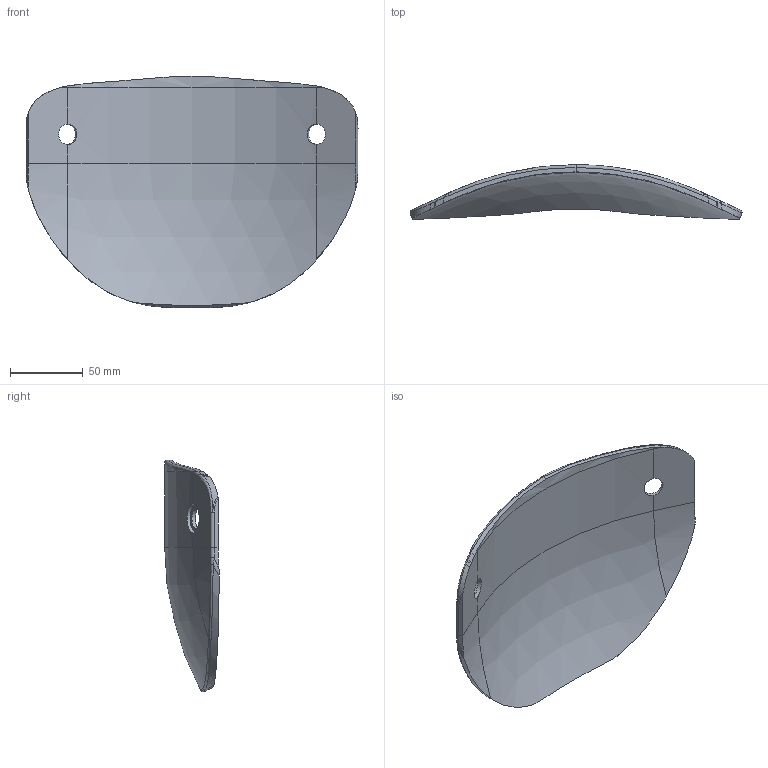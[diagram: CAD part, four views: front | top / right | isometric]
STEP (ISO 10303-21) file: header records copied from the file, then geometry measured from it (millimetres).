
FILE_DESCRIPTION(/* description */ (''),/* implementation_level */ '2;1');
FILE_NAME(/* name */ 'Cupolino2Piece.stp',/* time_stamp */ '2024-01-23T15:35:17+01:00',/* author */ ('39348'),/* organization */ (''),/* preprocessor_version */ 'ST-DEVELOPER v19.2',/* originating_system */ 'Autodesk Inventor 2024',/* authorisation */ '');
FILE_SCHEMA (('AUTOMOTIVE_DESIGN { 1 0 10303 214 3 1 1 }'));
Length unit declared in the file: millimetre
Products named in the file (1): Cupolino
Bounding box: 228.18 x 37.46 x 159.24 mm (x, y, z)
Volume: 159397.6 mm3; surface area: 69733.6 mm2
Topology: 2 solids, 2 shells, 78 faces, 196 edges, 120 vertices
Faces by surface type: bspline 40, plane 15, cylinder 10, cone 6, sphere 4, torus 3
Full cylindrical faces by diameter (mm): 14 x2, 20 x2
Entity records: 3687 total; most frequent: CARTESIAN_POINT 2038, ORIENTED_EDGE 392, DIRECTION 229, EDGE_CURVE 196, VERTEX_POINT 120, B_SPLINE_CURVE_WITH_KNOTS 103, AXIS2_PLACEMENT_3D 97, EDGE_LOOP 80
